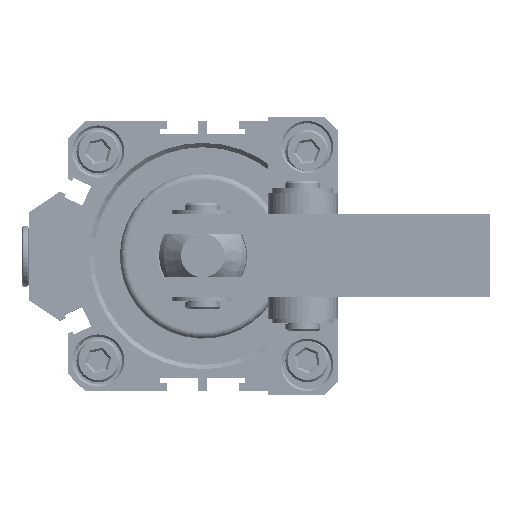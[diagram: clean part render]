
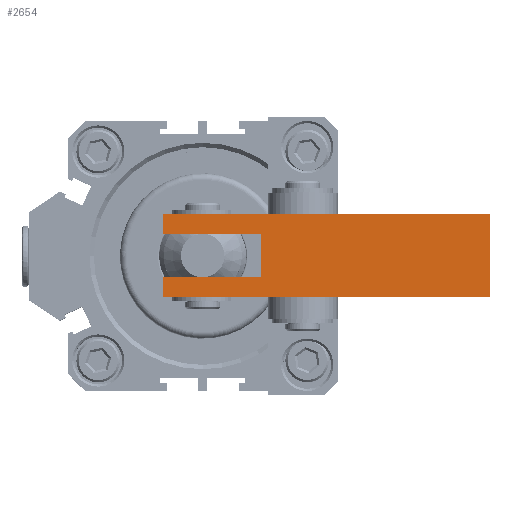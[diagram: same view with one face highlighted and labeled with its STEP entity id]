
A CAD part, top view. The second image highlights one B-rep face of the part: STEP entity #2654.
In plain terms, the highlighted planar face has unit normal (0, 0, 1).
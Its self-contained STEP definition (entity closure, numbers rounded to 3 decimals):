
#17 = ORIENTED_EDGE ( 'NONE', *, *, #35013, .F. ) ;
#1670 = VERTEX_POINT ( 'NONE', #9252 ) ;
#2654 = ADVANCED_FACE ( 'NONE', ( #15442 ), #39484, .F. ) ;
#3476 = CARTESIAN_POINT ( 'NONE',  ( 79.922, 16.245, 115.599 ) ) ;
#4269 = DIRECTION ( 'NONE',  ( 1., 0., 0. ) ) ;
#4566 = CARTESIAN_POINT ( 'NONE',  ( 79.922, 1.745, 115.599 ) ) ;
#5077 = VERTEX_POINT ( 'NONE', #30483 ) ;
#5886 = LINE ( 'NONE', #33329, #42954 ) ;
#8458 = CARTESIAN_POINT ( 'NONE',  ( 27.422, 11.745, 115.599 ) ) ;
#8613 = VECTOR ( 'NONE', #4269, 1000. ) ;
#9040 = LINE ( 'NONE', #4566, #8613 ) ;
#9252 = CARTESIAN_POINT ( 'NONE',  ( 4.922, 16.245, 115.599 ) ) ;
#10460 = VECTOR ( 'NONE', #21496, 1000. ) ;
#10550 = LINE ( 'NONE', #24980, #10460 ) ;
#11006 = VERTEX_POINT ( 'NONE', #43984 ) ;
#12159 = CARTESIAN_POINT ( 'NONE',  ( 79.922, 11.745, 115.599 ) ) ;
#12713 = VERTEX_POINT ( 'NONE', #29400 ) ;
#13076 = VERTEX_POINT ( 'NONE', #24906 ) ;
#13134 = VECTOR ( 'NONE', #17122, 1000. ) ;
#13167 = EDGE_LOOP ( 'NONE', ( #18005, #33804, #21110, #33603, #17, #32477, #21115, #35024 ) ) ;
#14187 = LINE ( 'NONE', #3476, #13134 ) ;
#14704 = LINE ( 'NONE', #23563, #17745 ) ;
#15442 = FACE_OUTER_BOUND ( 'NONE', #13167, .T. ) ;
#16451 = EDGE_CURVE ( 'NONE', #5077, #13076, #9040, .T. ) ;
#17122 = DIRECTION ( 'NONE',  ( 1., 0., 0. ) ) ;
#17745 = VECTOR ( 'NONE', #28248, 1000. ) ;
#17836 = VERTEX_POINT ( 'NONE', #43095 ) ;
#18005 = ORIENTED_EDGE ( 'NONE', *, *, #19646, .F. ) ;
#18672 = LINE ( 'NONE', #12159, #23610 ) ;
#19646 = EDGE_CURVE ( 'NONE', #34018, #1670, #14704, .T. ) ;
#20176 = EDGE_CURVE ( 'NONE', #13076, #44081, #5886, .T. ) ;
#21110 = ORIENTED_EDGE ( 'NONE', *, *, #20176, .F. ) ;
#21115 = ORIENTED_EDGE ( 'NONE', *, *, #42793, .T. ) ;
#21496 = DIRECTION ( 'NONE',  ( 0., 1., 0. ) ) ;
#23011 = EDGE_CURVE ( 'NONE', #44081, #34018, #18672, .T. ) ;
#23563 = CARTESIAN_POINT ( 'NONE',  ( 4.922, -2.755, 115.599 ) ) ;
#23610 = VECTOR ( 'NONE', #31655, 1000. ) ;
#24906 = CARTESIAN_POINT ( 'NONE',  ( 27.422, 1.745, 115.599 ) ) ;
#24980 = CARTESIAN_POINT ( 'NONE',  ( 4.922, -2.755, 115.599 ) ) ;
#27493 = CARTESIAN_POINT ( 'NONE',  ( 79.922, 16.245, 115.599 ) ) ;
#27877 = LINE ( 'NONE', #32618, #28180 ) ;
#28180 = VECTOR ( 'NONE', #35979, 1000. ) ;
#28248 = DIRECTION ( 'NONE',  ( 0., 1., 0. ) ) ;
#29400 = CARTESIAN_POINT ( 'NONE',  ( 4.922, -2.755, 115.599 ) ) ;
#29457 = DIRECTION ( 'NONE',  ( 0., 1., 0. ) ) ;
#30483 = CARTESIAN_POINT ( 'NONE',  ( 4.922, 1.745, 115.599 ) ) ;
#30918 = DIRECTION ( 'NONE',  ( 0., 1., 0. ) ) ;
#31655 = DIRECTION ( 'NONE',  ( -1., 0., 0. ) ) ;
#32351 = VECTOR ( 'NONE', #30918, 1000. ) ;
#32462 = EDGE_CURVE ( 'NONE', #12713, #17836, #27877, .T. ) ;
#32477 = ORIENTED_EDGE ( 'NONE', *, *, #32462, .T. ) ;
#32618 = CARTESIAN_POINT ( 'NONE',  ( 79.922, -2.755, 115.599 ) ) ;
#32627 = LINE ( 'NONE', #27493, #32351 ) ;
#33329 = CARTESIAN_POINT ( 'NONE',  ( 27.422, -2.755, 115.599 ) ) ;
#33603 = ORIENTED_EDGE ( 'NONE', *, *, #16451, .F. ) ;
#33804 = ORIENTED_EDGE ( 'NONE', *, *, #23011, .F. ) ;
#34018 = VERTEX_POINT ( 'NONE', #38274 ) ;
#34704 = EDGE_CURVE ( 'NONE', #1670, #11006, #14187, .T. ) ;
#35013 = EDGE_CURVE ( 'NONE', #12713, #5077, #10550, .T. ) ;
#35024 = ORIENTED_EDGE ( 'NONE', *, *, #34704, .F. ) ;
#35979 = DIRECTION ( 'NONE',  ( 1., 0., 0. ) ) ;
#38274 = CARTESIAN_POINT ( 'NONE',  ( 4.922, 11.745, 115.599 ) ) ;
#39371 = DIRECTION ( 'NONE',  ( -1., 0., 0. ) ) ;
#39381 = DIRECTION ( 'NONE',  ( 0., 0., -1. ) ) ;
#39484 = PLANE ( 'NONE',  #39866 ) ;
#39866 = AXIS2_PLACEMENT_3D ( 'NONE', #39962, #39381, #39371 ) ;
#39962 = CARTESIAN_POINT ( 'NONE',  ( 79.922, -2.755, 115.599 ) ) ;
#42793 = EDGE_CURVE ( 'NONE', #17836, #11006, #32627, .T. ) ;
#42954 = VECTOR ( 'NONE', #29457, 1000. ) ;
#43095 = CARTESIAN_POINT ( 'NONE',  ( 79.922, -2.755, 115.599 ) ) ;
#43984 = CARTESIAN_POINT ( 'NONE',  ( 79.922, 16.245, 115.599 ) ) ;
#44081 = VERTEX_POINT ( 'NONE', #8458 ) ;
